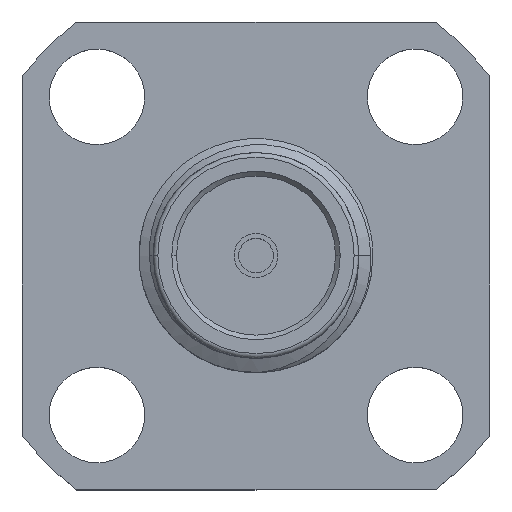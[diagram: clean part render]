
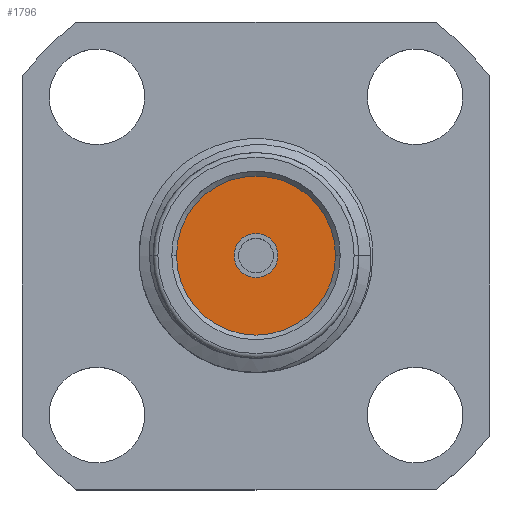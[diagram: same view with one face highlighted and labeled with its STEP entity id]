
A CAD part, top view. The second image highlights one B-rep face of the part: STEP entity #1796.
In plain terms, the highlighted planar face has unit normal (0, 0, 1).
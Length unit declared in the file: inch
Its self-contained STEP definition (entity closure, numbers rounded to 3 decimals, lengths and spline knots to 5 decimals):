
#70 = ORIENTED_EDGE ( 'NONE', *, *, #2938, .T. ) ;
#182 = AXIS2_PLACEMENT_3D ( 'NONE', #3255, #1441, #726 ) ;
#236 = DIRECTION ( 'NONE',  ( 0., 0., 1. ) ) ;
#238 = VERTEX_POINT ( 'NONE', #3148 ) ;
#282 = EDGE_CURVE ( 'NONE', #1619, #238, #1854, .T. ) ;
#422 = FACE_BOUND ( 'NONE', #1351, .T. ) ;
#509 = AXIS2_PLACEMENT_3D ( 'NONE', #3065, #236, #1525 ) ;
#516 = CARTESIAN_POINT ( 'NONE',  ( 0., 0., 0.2675 ) ) ;
#726 = DIRECTION ( 'NONE',  ( 1., 0., 0. ) ) ;
#732 = AXIS2_PLACEMENT_3D ( 'NONE', #516, #803, #2334 ) ;
#763 = ORIENTED_EDGE ( 'NONE', *, *, #282, .F. ) ;
#791 = VERTEX_POINT ( 'NONE', #1245 ) ;
#803 = DIRECTION ( 'NONE',  ( 0., 0., 1. ) ) ;
#874 = DIRECTION ( 'NONE',  ( 1., 0., 0. ) ) ;
#891 = AXIS2_PLACEMENT_3D ( 'NONE', #3199, #2402, #874 ) ;
#968 = EDGE_CURVE ( 'NONE', #238, #1619, #2976, .T. ) ;
#1067 = CIRCLE ( 'NONE', #1104, 0.085 ) ;
#1104 = AXIS2_PLACEMENT_3D ( 'NONE', #3005, #1482, #1736 ) ;
#1245 = CARTESIAN_POINT ( 'NONE',  ( -0.085, 0., 0.2675 ) ) ;
#1315 = ORIENTED_EDGE ( 'NONE', *, *, #2918, .T. ) ;
#1351 = EDGE_LOOP ( 'NONE', ( #2120, #763 ) ) ;
#1429 = PLANE ( 'NONE',  #891 ) ;
#1441 = DIRECTION ( 'NONE',  ( 0., 0., 1. ) ) ;
#1482 = DIRECTION ( 'NONE',  ( 0., 0., 1. ) ) ;
#1525 = DIRECTION ( 'NONE',  ( 1., 0., 0. ) ) ;
#1619 = VERTEX_POINT ( 'NONE', #2061 ) ;
#1736 = DIRECTION ( 'NONE',  ( 1., 0., 0. ) ) ;
#1796 = ADVANCED_FACE ( 'NONE', ( #422, #2940 ), #1429, .T. ) ;
#1854 = CIRCLE ( 'NONE', #182, 0.0235 ) ;
#2061 = CARTESIAN_POINT ( 'NONE',  ( -0.0235, 0., 0.2675 ) ) ;
#2120 = ORIENTED_EDGE ( 'NONE', *, *, #968, .F. ) ;
#2314 = VERTEX_POINT ( 'NONE', #2780 ) ;
#2334 = DIRECTION ( 'NONE',  ( 1., 0., 0. ) ) ;
#2402 = DIRECTION ( 'NONE',  ( 0., 0., 1. ) ) ;
#2457 = CIRCLE ( 'NONE', #732, 0.085 ) ;
#2780 = CARTESIAN_POINT ( 'NONE',  ( 0.085, 0., 0.2675 ) ) ;
#2918 = EDGE_CURVE ( 'NONE', #2314, #791, #1067, .T. ) ;
#2938 = EDGE_CURVE ( 'NONE', #791, #2314, #2457, .T. ) ;
#2940 = FACE_OUTER_BOUND ( 'NONE', #3247, .T. ) ;
#2976 = CIRCLE ( 'NONE', #509, 0.0235 ) ;
#3005 = CARTESIAN_POINT ( 'NONE',  ( 0., 0., 0.2675 ) ) ;
#3065 = CARTESIAN_POINT ( 'NONE',  ( 0., 0., 0.2675 ) ) ;
#3148 = CARTESIAN_POINT ( 'NONE',  ( 0.0235, 0., 0.2675 ) ) ;
#3199 = CARTESIAN_POINT ( 'NONE',  ( 0., 0., 0.2675 ) ) ;
#3247 = EDGE_LOOP ( 'NONE', ( #1315, #70 ) ) ;
#3255 = CARTESIAN_POINT ( 'NONE',  ( 0., 0., 0.2675 ) ) ;
